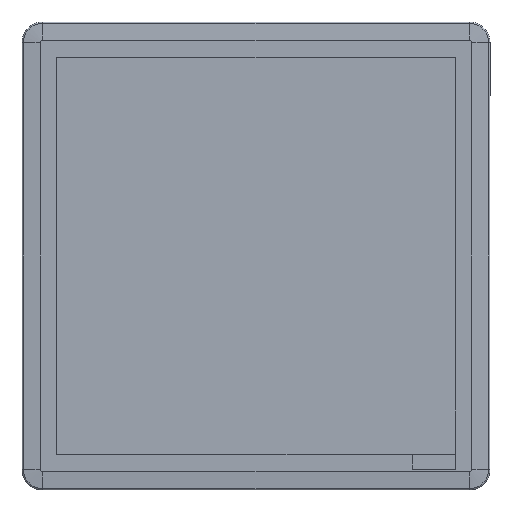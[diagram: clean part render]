
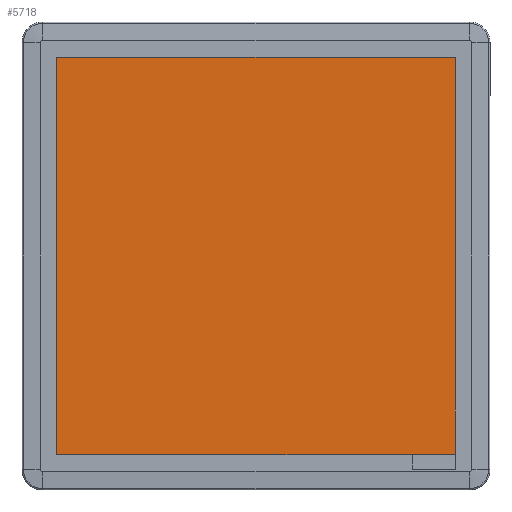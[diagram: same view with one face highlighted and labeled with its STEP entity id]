
A CAD part, front view. The second image highlights one B-rep face of the part: STEP entity #5718.
In plain terms, the highlighted planar face has unit normal (0, -1, 0).
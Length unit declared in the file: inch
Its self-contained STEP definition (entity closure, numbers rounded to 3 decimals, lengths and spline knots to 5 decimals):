
#11 = EDGE_CURVE ( 'NONE', #7995, #14693, #8782, .T. ) ;
#244 = DIRECTION ( 'NONE',  ( 0., 0., 1. ) ) ;
#488 = LINE ( 'NONE', #5183, #9222 ) ;
#882 = FACE_OUTER_BOUND ( 'NONE', #9749, .T. ) ;
#1105 = CARTESIAN_POINT ( 'NONE',  ( -5.45276, -1.32676, -5.43309 ) ) ;
#1523 = CARTESIAN_POINT ( 'NONE',  ( -5.45276, -1.32676, 5.43305 ) ) ;
#1674 = LINE ( 'NONE', #12509, #6961 ) ;
#2434 = DIRECTION ( 'NONE',  ( 1., 0., 0. ) ) ;
#2456 = ORIENTED_EDGE ( 'NONE', *, *, #8384, .T. ) ;
#2697 = CARTESIAN_POINT ( 'NONE',  ( 5.45276, -1.32676, -5.43309 ) ) ;
#3276 = DIRECTION ( 'NONE',  ( 0., -1., 0. ) ) ;
#3422 = CARTESIAN_POINT ( 'NONE',  ( -5.45276, -1.32676, 5.43305 ) ) ;
#3593 = LINE ( 'NONE', #10698, #7258 ) ;
#3710 = EDGE_CURVE ( 'NONE', #7065, #11924, #1674, .T. ) ;
#4172 = CARTESIAN_POINT ( 'NONE',  ( 4.27165, -1.32676, -5.43309 ) ) ;
#5183 = CARTESIAN_POINT ( 'NONE',  ( -5.45276, -1.32676, -5.43309 ) ) ;
#5224 = DIRECTION ( 'NONE',  ( 1., 0., 0. ) ) ;
#5718 = ADVANCED_FACE ( 'NONE', ( #882 ), #10294, .T. ) ;
#6363 = CARTESIAN_POINT ( 'NONE',  ( 5.45276, -1.32676, 5.43305 ) ) ;
#6386 = ORIENTED_EDGE ( 'NONE', *, *, #11397, .T. ) ;
#6506 = EDGE_CURVE ( 'NONE', #14693, #12594, #488, .T. ) ;
#6961 = VECTOR ( 'NONE', #5224, 39.37008 ) ;
#7037 = ORIENTED_EDGE ( 'NONE', *, *, #11, .T. ) ;
#7065 = VERTEX_POINT ( 'NONE', #4172 ) ;
#7258 = VECTOR ( 'NONE', #2434, 39.37008 ) ;
#7995 = VERTEX_POINT ( 'NONE', #6363 ) ;
#8284 = VECTOR ( 'NONE', #244, 39.37008 ) ;
#8384 = EDGE_CURVE ( 'NONE', #12594, #7065, #3593, .T. ) ;
#8573 = LINE ( 'NONE', #9635, #8284 ) ;
#8707 = DIRECTION ( 'NONE',  ( 0., 0., -1. ) ) ;
#8782 = LINE ( 'NONE', #1523, #10389 ) ;
#9222 = VECTOR ( 'NONE', #9882, 39.37008 ) ;
#9635 = CARTESIAN_POINT ( 'NONE',  ( 5.45276, -1.32676, -5.43309 ) ) ;
#9749 = EDGE_LOOP ( 'NONE', ( #7037, #12972, #2456, #14115, #6386 ) ) ;
#9882 = DIRECTION ( 'NONE',  ( 0., 0., -1. ) ) ;
#10294 = PLANE ( 'NONE',  #14695 ) ;
#10389 = VECTOR ( 'NONE', #13368, 39.37008 ) ;
#10698 = CARTESIAN_POINT ( 'NONE',  ( -5.45276, -1.32676, -5.43309 ) ) ;
#11397 = EDGE_CURVE ( 'NONE', #11924, #7995, #8573, .T. ) ;
#11924 = VERTEX_POINT ( 'NONE', #2697 ) ;
#12509 = CARTESIAN_POINT ( 'NONE',  ( -5.45276, -1.32676, -5.43309 ) ) ;
#12594 = VERTEX_POINT ( 'NONE', #1105 ) ;
#12972 = ORIENTED_EDGE ( 'NONE', *, *, #6506, .T. ) ;
#13368 = DIRECTION ( 'NONE',  ( -1., 0., 0. ) ) ;
#14115 = ORIENTED_EDGE ( 'NONE', *, *, #3710, .T. ) ;
#14693 = VERTEX_POINT ( 'NONE', #3422 ) ;
#14695 = AXIS2_PLACEMENT_3D ( 'NONE', #15049, #3276, #8707 ) ;
#15049 = CARTESIAN_POINT ( 'NONE',  ( -5.45276, -1.32676, -5.43309 ) ) ;
